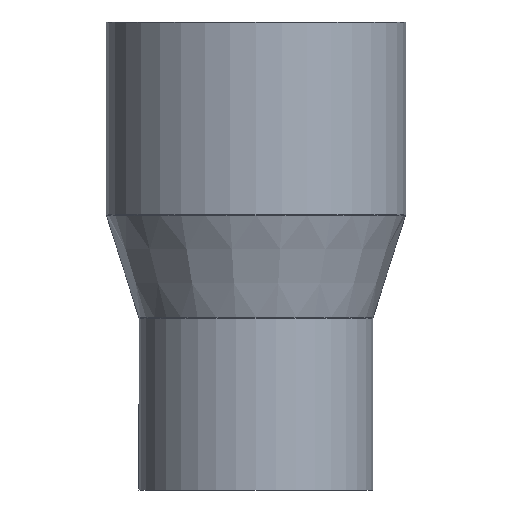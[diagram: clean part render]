
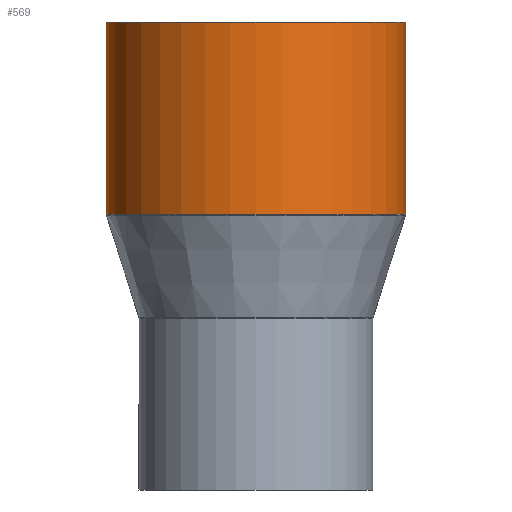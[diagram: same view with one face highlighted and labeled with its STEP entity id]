
A CAD part, front view. The second image highlights one B-rep face of the part: STEP entity #569.
In plain terms, the highlighted cylindrical face has radius 80 mm (diameter 160 mm), a partial arc.
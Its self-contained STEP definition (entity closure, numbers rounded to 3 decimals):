
#11 = EDGE_LOOP ( 'NONE', ( #231, #546, #106, #50 ) ) ;
#29 = AXIS2_PLACEMENT_3D ( 'NONE', #311, #362, #54 ) ;
#41 = DIRECTION ( 'NONE',  ( 0., 0., -1. ) ) ;
#44 = DIRECTION ( 'NONE',  ( -1., 0., 0. ) ) ;
#50 = ORIENTED_EDGE ( 'NONE', *, *, #146, .F. ) ;
#54 = DIRECTION ( 'NONE',  ( -1., 0., 0. ) ) ;
#106 = ORIENTED_EDGE ( 'NONE', *, *, #613, .T. ) ;
#125 = CARTESIAN_POINT ( 'NONE',  ( -80., 0., 125.471 ) ) ;
#128 = AXIS2_PLACEMENT_3D ( 'NONE', #413, #190, #44 ) ;
#130 = CARTESIAN_POINT ( 'NONE',  ( 80., 0., 22.782 ) ) ;
#134 = CYLINDRICAL_SURFACE ( 'NONE', #128, 80. ) ;
#139 = LINE ( 'NONE', #361, #593 ) ;
#145 = DIRECTION ( 'NONE',  ( 0., 0., -1. ) ) ;
#146 = EDGE_CURVE ( 'NONE', #416, #339, #469, .T. ) ;
#151 = CARTESIAN_POINT ( 'NONE',  ( 80., 0., -16.533 ) ) ;
#190 = DIRECTION ( 'NONE',  ( 0., 0., -1. ) ) ;
#231 = ORIENTED_EDGE ( 'NONE', *, *, #277, .F. ) ;
#277 = EDGE_CURVE ( 'NONE', #443, #416, #574, .T. ) ;
#290 = FACE_OUTER_BOUND ( 'NONE', #11, .T. ) ;
#297 = DIRECTION ( 'NONE',  ( 0., 0., -1. ) ) ;
#300 = CARTESIAN_POINT ( 'NONE',  ( 0., 0., 22.782 ) ) ;
#311 = CARTESIAN_POINT ( 'NONE',  ( 0., 0., 125.471 ) ) ;
#314 = CIRCLE ( 'NONE', #29, 80. ) ;
#325 = EDGE_CURVE ( 'NONE', #443, #378, #314, .T. ) ;
#332 = CARTESIAN_POINT ( 'NONE',  ( 80., 0., 125.471 ) ) ;
#339 = VERTEX_POINT ( 'NONE', #406 ) ;
#361 = CARTESIAN_POINT ( 'NONE',  ( -80., 0., -16.533 ) ) ;
#362 = DIRECTION ( 'NONE',  ( 0., 0., -1. ) ) ;
#378 = VERTEX_POINT ( 'NONE', #125 ) ;
#398 = DIRECTION ( 'NONE',  ( -1., 0., 0. ) ) ;
#406 = CARTESIAN_POINT ( 'NONE',  ( -80., 0., 22.782 ) ) ;
#413 = CARTESIAN_POINT ( 'NONE',  ( 0., 0., -16.533 ) ) ;
#416 = VERTEX_POINT ( 'NONE', #130 ) ;
#443 = VERTEX_POINT ( 'NONE', #332 ) ;
#469 = CIRCLE ( 'NONE', #620, 80. ) ;
#546 = ORIENTED_EDGE ( 'NONE', *, *, #325, .T. ) ;
#569 = ADVANCED_FACE ( 'NONE', ( #290 ), #134, .T. ) ;
#574 = LINE ( 'NONE', #151, #608 ) ;
#593 = VECTOR ( 'NONE', #297, 1000. ) ;
#608 = VECTOR ( 'NONE', #145, 1000. ) ;
#613 = EDGE_CURVE ( 'NONE', #378, #339, #139, .T. ) ;
#620 = AXIS2_PLACEMENT_3D ( 'NONE', #300, #41, #398 ) ;
